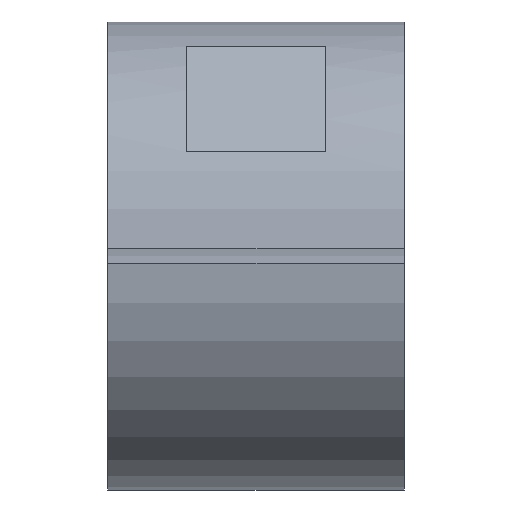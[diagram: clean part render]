
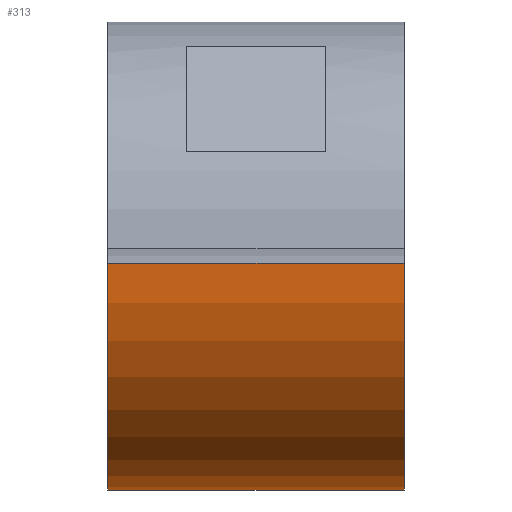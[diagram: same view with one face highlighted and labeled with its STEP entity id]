
A CAD part, left-side view. The second image highlights one B-rep face of the part: STEP entity #313.
In plain terms, the highlighted cylindrical face has radius 15.875 mm (diameter 31.75 mm), a partial arc.
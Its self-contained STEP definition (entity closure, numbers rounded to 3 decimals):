
#24 = CARTESIAN_POINT ( 'NONE',  ( 0., -10.071, -15.875 ) ) ;
#28 = VERTEX_POINT ( 'NONE', #360 ) ;
#31 = VECTOR ( 'NONE', #777, 1000. ) ;
#48 = DIRECTION ( 'NONE',  ( 0., 0., 1. ) ) ;
#91 = LINE ( 'NONE', #547, #785 ) ;
#110 = VERTEX_POINT ( 'NONE', #24 ) ;
#178 = CARTESIAN_POINT ( 'NONE',  ( -15.867, -10.071, -0.508 ) ) ;
#224 = CARTESIAN_POINT ( 'NONE',  ( 0., -10.071, 0. ) ) ;
#236 = DIRECTION ( 'NONE',  ( 0., 1., 0. ) ) ;
#244 = AXIS2_PLACEMENT_3D ( 'NONE', #280, #236, #310 ) ;
#254 = DIRECTION ( 'NONE',  ( 0., 1., 0. ) ) ;
#280 = CARTESIAN_POINT ( 'NONE',  ( 0., 10.071, 0. ) ) ;
#292 = CARTESIAN_POINT ( 'NONE',  ( -15.867, 10.071, -0.508 ) ) ;
#310 = DIRECTION ( 'NONE',  ( 0., 0., 1. ) ) ;
#313 = ADVANCED_FACE ( 'NONE', ( #630 ), #344, .T. ) ;
#344 = CYLINDRICAL_SURFACE ( 'NONE', #413, 15.875 ) ;
#360 = CARTESIAN_POINT ( 'NONE',  ( 0., 10.071, -15.875 ) ) ;
#374 = EDGE_CURVE ( 'NONE', #774, #482, #548, .T. ) ;
#413 = AXIS2_PLACEMENT_3D ( 'NONE', #224, #254, #48 ) ;
#423 = ORIENTED_EDGE ( 'NONE', *, *, #534, .F. ) ;
#440 = DIRECTION ( 'NONE',  ( 0., 0., 1. ) ) ;
#482 = VERTEX_POINT ( 'NONE', #292 ) ;
#529 = EDGE_CURVE ( 'NONE', #28, #482, #807, .T. ) ;
#534 = EDGE_CURVE ( 'NONE', #110, #28, #91, .T. ) ;
#540 = CARTESIAN_POINT ( 'NONE',  ( 0., -10.071, 0. ) ) ;
#547 = CARTESIAN_POINT ( 'NONE',  ( 0., -10.071, -15.875 ) ) ;
#548 = LINE ( 'NONE', #852, #31 ) ;
#582 = EDGE_CURVE ( 'NONE', #110, #774, #599, .T. ) ;
#599 = CIRCLE ( 'NONE', #602, 15.875 ) ;
#602 = AXIS2_PLACEMENT_3D ( 'NONE', #540, #650, #440 ) ;
#630 = FACE_OUTER_BOUND ( 'NONE', #666, .T. ) ;
#650 = DIRECTION ( 'NONE',  ( 0., 1., 0. ) ) ;
#666 = EDGE_LOOP ( 'NONE', ( #423, #675, #707, #838 ) ) ;
#675 = ORIENTED_EDGE ( 'NONE', *, *, #582, .T. ) ;
#707 = ORIENTED_EDGE ( 'NONE', *, *, #374, .T. ) ;
#774 = VERTEX_POINT ( 'NONE', #178 ) ;
#777 = DIRECTION ( 'NONE',  ( 0., 1., 0. ) ) ;
#785 = VECTOR ( 'NONE', #786, 1000. ) ;
#786 = DIRECTION ( 'NONE',  ( 0., 1., 0. ) ) ;
#807 = CIRCLE ( 'NONE', #244, 15.875 ) ;
#838 = ORIENTED_EDGE ( 'NONE', *, *, #529, .F. ) ;
#852 = CARTESIAN_POINT ( 'NONE',  ( -15.867, -10.071, -0.508 ) ) ;
